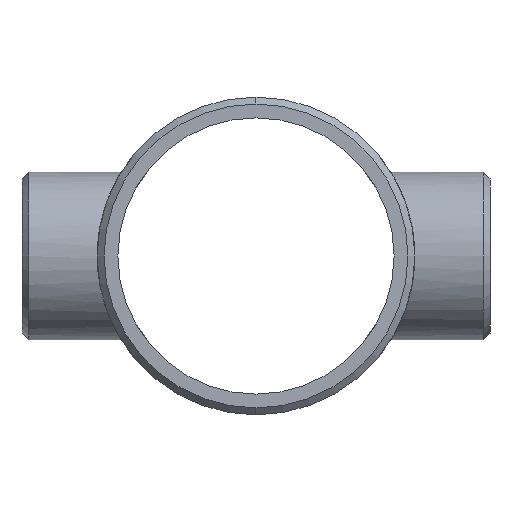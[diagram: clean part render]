
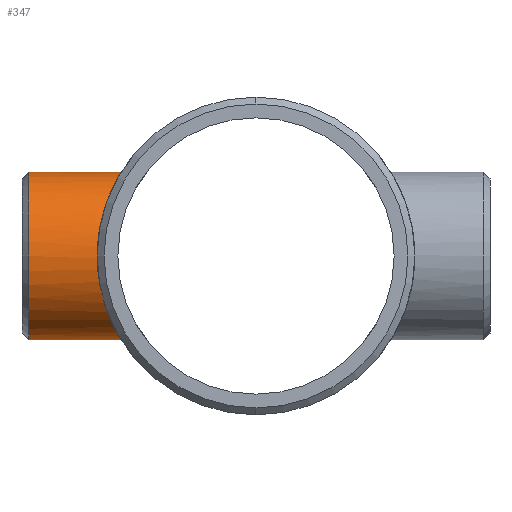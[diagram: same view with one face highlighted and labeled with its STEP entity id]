
A CAD part, left-side view. The second image highlights one B-rep face of the part: STEP entity #347.
In plain terms, the highlighted cylindrical face has radius 44.45 mm (diameter 88.9 mm), a partial arc.
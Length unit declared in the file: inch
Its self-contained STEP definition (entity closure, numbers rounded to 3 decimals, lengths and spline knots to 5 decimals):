
#44 = CARTESIAN_POINT ( 'NONE',  ( -0.54283, 2.86428, -1.66393 ) ) ;
#61 = CARTESIAN_POINT ( 'NONE',  ( -1.68943, 3.28087, 0.46008 ) ) ;
#74 = CARTESIAN_POINT ( 'NONE',  ( -1.65463, 3.26311, 0.57057 ) ) ;
#79 = CARTESIAN_POINT ( 'NONE',  ( -0.11641, 2.8125, 1.75 ) ) ;
#106 = DIRECTION ( 'NONE',  ( 0., -1., 0. ) ) ;
#110 = CARTESIAN_POINT ( 'NONE',  ( 0., 4.736, -1.75 ) ) ;
#136 = CARTESIAN_POINT ( 'NONE',  ( -0.11812, 2.8125, -1.75 ) ) ;
#161 = CARTESIAN_POINT ( 'NONE',  ( -1.70947, 3.29126, -0.37558 ) ) ;
#168 = CARTESIAN_POINT ( 'NONE',  ( -1.51414, 3.19368, 0.88473 ) ) ;
#173 = CARTESIAN_POINT ( 'NONE',  ( -1.74638, 3.31059, 0.11629 ) ) ;
#183 = CARTESIAN_POINT ( 'NONE',  ( -1.56889, 3.22026, -0.78365 ) ) ;
#188 = EDGE_CURVE ( 'NONE', #1149, #265, #695, .T. ) ;
#189 = CARTESIAN_POINT ( 'NONE',  ( -1.19537, 3.05577, 1.27935 ) ) ;
#208 = CARTESIAN_POINT ( 'NONE',  ( 0., 2.8125, 1.75 ) ) ;
#220 = DIRECTION ( 'NONE',  ( 0., -1., 0. ) ) ;
#264 = CARTESIAN_POINT ( 'NONE',  ( -0.48734, 2.85428, 1.68102 ) ) ;
#265 = VERTEX_POINT ( 'NONE', #208 ) ;
#269 = CARTESIAN_POINT ( 'NONE',  ( -1.06704, 3.00784, 1.3882 ) ) ;
#276 = CARTESIAN_POINT ( 'NONE',  ( -1.19706, 3.05643, -1.27777 ) ) ;
#281 = CARTESIAN_POINT ( 'NONE',  ( -1.41837, 3.14987, 1.02544 ) ) ;
#286 = CARTESIAN_POINT ( 'NONE',  ( -1.75002, 3.31251, 0.02801 ) ) ;
#294 = ORIENTED_EDGE ( 'NONE', *, *, #188, .T. ) ;
#300 = VECTOR ( 'NONE', #320, 39.37008 ) ;
#313 = LINE ( 'NONE', #513, #300 ) ;
#320 = DIRECTION ( 'NONE',  ( 0., -1., 0. ) ) ;
#341 = CARTESIAN_POINT ( 'NONE',  ( -0.2337, 2.81995, -1.73817 ) ) ;
#347 = ADVANCED_FACE ( 'NONE', ( #590 ), #983, .T. ) ;
#355 = CARTESIAN_POINT ( 'NONE',  ( 0., 4.736, 0. ) ) ;
#362 = CARTESIAN_POINT ( 'NONE',  ( -0.62359, 2.88035, 1.63611 ) ) ;
#373 = CARTESIAN_POINT ( 'NONE',  ( -1.15384, 3.03972, 1.31693 ) ) ;
#380 = CARTESIAN_POINT ( 'NONE',  ( -1.51508, 3.19413, -0.88312 ) ) ;
#386 = CARTESIAN_POINT ( 'NONE',  ( -1.38543, 3.13518, -1.06953 ) ) ;
#422 = CARTESIAN_POINT ( 'NONE',  ( 0., 4.88, 0. ) ) ;
#441 = CARTESIAN_POINT ( 'NONE',  ( -0.57034, 2.86962, -1.6547 ) ) ;
#447 = CARTESIAN_POINT ( 'NONE',  ( -0.62445, 2.88087, -1.63505 ) ) ;
#461 = CARTESIAN_POINT ( 'NONE',  ( -1.36794, 3.12748, -1.09181 ) ) ;
#470 = CARTESIAN_POINT ( 'NONE',  ( -1.63477, 3.25308, 0.62519 ) ) ;
#475 = CARTESIAN_POINT ( 'NONE',  ( -1.74418, 3.30943, 0.14564 ) ) ;
#481 = CARTESIAN_POINT ( 'NONE',  ( -1.63525, 3.25328, -0.62588 ) ) ;
#486 = CARTESIAN_POINT ( 'NONE',  ( -1.06837, 3.00851, -1.38632 ) ) ;
#513 = CARTESIAN_POINT ( 'NONE',  ( 0., 4.88, -1.75 ) ) ;
#520 = EDGE_CURVE ( 'NONE', #744, #840, #1022, .T. ) ;
#541 = CARTESIAN_POINT ( 'NONE',  ( 0., 2.8125, -1.75 ) ) ;
#553 = CARTESIAN_POINT ( 'NONE',  ( -1.74992, 3.31246, -0.11823 ) ) ;
#560 = CARTESIAN_POINT ( 'NONE',  ( -1.1556, 3.04038, -1.31539 ) ) ;
#566 = CARTESIAN_POINT ( 'NONE',  ( -1.31406, 3.10417, -1.15712 ) ) ;
#573 = CARTESIAN_POINT ( 'NONE',  ( -0.40292, 2.84108, 1.70323 ) ) ;
#575 = CARTESIAN_POINT ( 'NONE',  ( 0., 2.8125, -1.75 ) ) ;
#590 = FACE_OUTER_BOUND ( 'NONE', #1178, .T. ) ;
#660 = CARTESIAN_POINT ( 'NONE',  ( -1.27629, 3.08833, -1.19863 ) ) ;
#669 = CARTESIAN_POINT ( 'NONE',  ( -1.31264, 3.10357, 1.15874 ) ) ;
#675 = CARTESIAN_POINT ( 'NONE',  ( -1.38429, 3.13468, 1.071 ) ) ;
#689 = ORIENTED_EDGE ( 'NONE', *, *, #520, .T. ) ;
#695 = B_SPLINE_CURVE_WITH_KNOTS ( 'NONE', 3,
 ( #541, #136, #341, #947, #730, #44, #441, #447, #831, #1222, #879, #977, #868, #486, #1062, #560, #276, #660, #566, #461, #386, #874, #862, #380, #183, #481, #778, #1168, #1262, #1048, #161, #765, #553, #286, #1041, #173, #475, #958, #953, #774, #61, #1269, #74, #470, #853, #1161, #168, #1251, #281, #675, #1243, #669, #769, #189, #373, #269, #1067, #758, #1054, #362, #1143, #264, #1154, #573, #965, #1257, #79, #970 ),
 .UNSPECIFIED., .F., .F.,
 ( 4, 2, 2, 2, 2, 2, 2, 2, 2, 2, 2, 2, 2, 2, 2, 2, 2, 2, 2, 2, 2, 2, 2, 2, 2, 2, 2, 2, 2, 2, 2, 2, 2, 4 ),
 ( 0., 0.00886, 0.01328, 0.0155, 0.01771, 0.02657, 0.02878, 0.031, 0.03542, 0.03985, 0.04207, 0.04428, 0.05314, 0.05756, 0.05978, 0.06199, 0.07085, 0.07306, 0.07528, 0.0797, 0.08413, 0.08635, 0.08856, 0.09742, 0.09963, 0.10184, 0.10627, 0.1107, 0.11513, 0.12398, 0.12841, 0.13063, 0.13284, 0.1417 ),
 .UNSPECIFIED. ) ;
#711 = LINE ( 'NONE', #1092, #1247 ) ;
#730 = CARTESIAN_POINT ( 'NONE',  ( -0.45963, 2.84929, -1.68956 ) ) ;
#744 = VERTEX_POINT ( 'NONE', #1199 ) ;
#746 = DIRECTION ( 'NONE',  ( 0., 0., 1. ) ) ;
#758 = CARTESIAN_POINT ( 'NONE',  ( -0.87999, 2.9456, 1.51692 ) ) ;
#765 = CARTESIAN_POINT ( 'NONE',  ( -1.73822, 3.30623, -0.23352 ) ) ;
#769 = CARTESIAN_POINT ( 'NONE',  ( -1.27477, 3.0877, 1.20026 ) ) ;
#774 = CARTESIAN_POINT ( 'NONE',  ( -1.70371, 3.28826, 0.40403 ) ) ;
#778 = CARTESIAN_POINT ( 'NONE',  ( -1.65495, 3.26325, -0.57185 ) ) ;
#831 = CARTESIAN_POINT ( 'NONE',  ( -0.65112, 2.88677, -1.62461 ) ) ;
#832 = AXIS2_PLACEMENT_3D ( 'NONE', #355, #956, #746 ) ;
#840 = VERTEX_POINT ( 'NONE', #110 ) ;
#853 = CARTESIAN_POINT ( 'NONE',  ( -1.62419, 3.24778, 0.65217 ) ) ;
#862 = CARTESIAN_POINT ( 'NONE',  ( -1.43592, 3.15782, -1.00072 ) ) ;
#868 = CARTESIAN_POINT ( 'NONE',  ( -1.02305, 2.99272, -1.42009 ) ) ;
#874 = CARTESIAN_POINT ( 'NONE',  ( -1.41947, 3.15037, -1.02392 ) ) ;
#879 = CARTESIAN_POINT ( 'NONE',  ( -0.88214, 2.94625, -1.51565 ) ) ;
#947 = CARTESIAN_POINT ( 'NONE',  ( -0.40359, 2.84075, -1.70381 ) ) ;
#953 = CARTESIAN_POINT ( 'NONE',  ( -1.72669, 3.30023, 0.29049 ) ) ;
#956 = DIRECTION ( 'NONE',  ( 0., -1., 0. ) ) ;
#958 = CARTESIAN_POINT ( 'NONE',  ( -1.73541, 3.30481, 0.233 ) ) ;
#965 = CARTESIAN_POINT ( 'NONE',  ( -0.37437, 2.83716, 1.70974 ) ) ;
#968 = ORIENTED_EDGE ( 'NONE', *, *, #1164, .T. ) ;
#970 = CARTESIAN_POINT ( 'NONE',  ( 0., 2.8125, 1.75 ) ) ;
#977 = CARTESIAN_POINT ( 'NONE',  ( -0.99985, 2.98485, -1.43653 ) ) ;
#981 = AXIS2_PLACEMENT_3D ( 'NONE', #422, #106, #1080 ) ;
#983 = CYLINDRICAL_SURFACE ( 'NONE', #981, 1.75 ) ;
#985 = ORIENTED_EDGE ( 'NONE', *, *, #1195, .F. ) ;
#1022 = CIRCLE ( 'NONE', #832, 1.75 ) ;
#1041 = CARTESIAN_POINT ( 'NONE',  ( -1.74931, 3.31213, 0.05736 ) ) ;
#1048 = CARTESIAN_POINT ( 'NONE',  ( -1.703, 3.28791, -0.40389 ) ) ;
#1054 = CARTESIAN_POINT ( 'NONE',  ( -0.78057, 2.91704, 1.57038 ) ) ;
#1062 = CARTESIAN_POINT ( 'NONE',  ( -1.09054, 3.01646, -1.36895 ) ) ;
#1067 = CARTESIAN_POINT ( 'NONE',  ( -1.02171, 2.992, 1.42192 ) ) ;
#1080 = DIRECTION ( 'NONE',  ( 0., 0., -1. ) ) ;
#1092 = CARTESIAN_POINT ( 'NONE',  ( 0., 4.88, 1.75 ) ) ;
#1143 = CARTESIAN_POINT ( 'NONE',  ( -0.56995, 2.86916, 1.65559 ) ) ;
#1149 = VERTEX_POINT ( 'NONE', #575 ) ;
#1154 = CARTESIAN_POINT ( 'NONE',  ( -0.45945, 2.84964, 1.68886 ) ) ;
#1161 = CARTESIAN_POINT ( 'NONE',  ( -1.56835, 3.22, 0.78488 ) ) ;
#1164 = EDGE_CURVE ( 'NONE', #840, #1149, #313, .T. ) ;
#1168 = CARTESIAN_POINT ( 'NONE',  ( -1.68069, 3.2764, -0.48849 ) ) ;
#1178 = EDGE_LOOP ( 'NONE', ( #985, #689, #968, #294 ) ) ;
#1195 = EDGE_CURVE ( 'NONE', #744, #265, #711, .T. ) ;
#1199 = CARTESIAN_POINT ( 'NONE',  ( 0., 4.736, 1.75 ) ) ;
#1222 = CARTESIAN_POINT ( 'NONE',  ( -0.78267, 2.91758, -1.56938 ) ) ;
#1243 = CARTESIAN_POINT ( 'NONE',  ( -1.3667, 3.12694, 1.09336 ) ) ;
#1247 = VECTOR ( 'NONE', #220, 39.37008 ) ;
#1251 = CARTESIAN_POINT ( 'NONE',  ( -1.43482, 3.15732, 1.00229 ) ) ;
#1257 = CARTESIAN_POINT ( 'NONE',  ( -0.23168, 2.81975, 1.7385 ) ) ;
#1262 = CARTESIAN_POINT ( 'NONE',  ( -1.68863, 3.28049, -0.4603 ) ) ;
#1269 = CARTESIAN_POINT ( 'NONE',  ( -1.66385, 3.2678, 0.54308 ) ) ;
